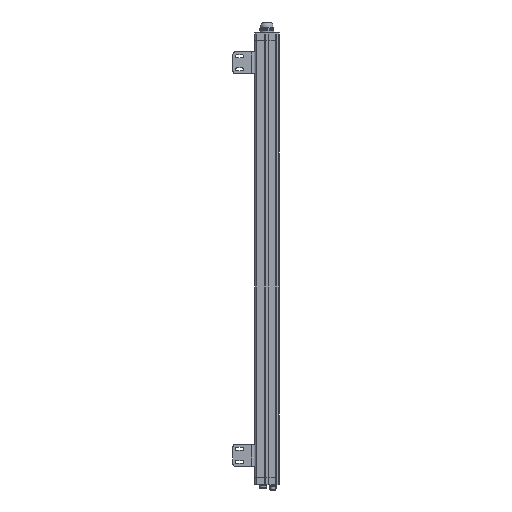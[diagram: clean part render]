
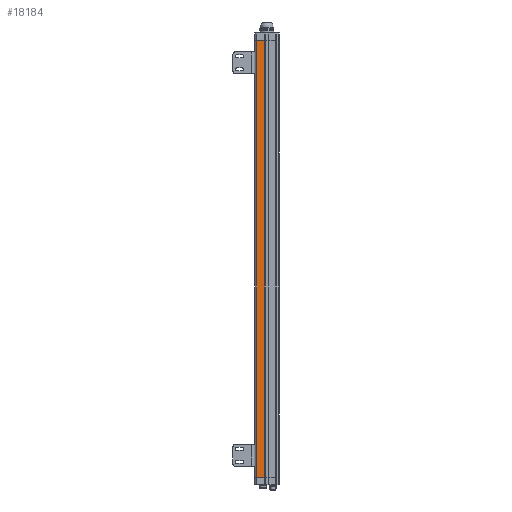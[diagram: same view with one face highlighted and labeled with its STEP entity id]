
A CAD part, front view. The second image highlights one B-rep face of the part: STEP entity #18184.
In plain terms, the highlighted planar face has unit normal (0, -1, 0).
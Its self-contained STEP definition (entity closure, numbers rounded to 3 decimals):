
#567 = CARTESIAN_POINT ( 'NONE',  ( 426.642, 876.944, 29. ) ) ;
#1168 = DIRECTION ( 'NONE',  ( 0., 0., -1. ) ) ;
#1812 = CARTESIAN_POINT ( 'NONE',  ( 426.642, 876.944, 29. ) ) ;
#1849 = CARTESIAN_POINT ( 'NONE',  ( 448.009, 876.944, 1025.5 ) ) ;
#1935 = AXIS2_PLACEMENT_3D ( 'NONE', #2039, #6304, #16460 ) ;
#2039 = CARTESIAN_POINT ( 'NONE',  ( 426.642, 876.944, 29. ) ) ;
#2907 = EDGE_CURVE ( 'NONE', #25460, #3027, #3239, .T. ) ;
#3014 = FACE_OUTER_BOUND ( 'NONE', #26627, .T. ) ;
#3027 = VERTEX_POINT ( 'NONE', #567 ) ;
#3239 = LINE ( 'NONE', #1812, #3644 ) ;
#3436 = PLANE ( 'NONE',  #1935 ) ;
#3644 = VECTOR ( 'NONE', #1168, 1000. ) ;
#5280 = CARTESIAN_POINT ( 'NONE',  ( 445.642, 876.944, 29. ) ) ;
#6304 = DIRECTION ( 'NONE',  ( 0., -1., 0. ) ) ;
#6902 = LINE ( 'NONE', #9085, #15665 ) ;
#7904 = EDGE_CURVE ( 'NONE', #12772, #10720, #15728, .T. ) ;
#9085 = CARTESIAN_POINT ( 'NONE',  ( 448.02, 876.944, 29. ) ) ;
#10228 = DIRECTION ( 'NONE',  ( 1., 0., 0. ) ) ;
#10499 = ORIENTED_EDGE ( 'NONE', *, *, #2907, .T. ) ;
#10720 = VERTEX_POINT ( 'NONE', #23433 ) ;
#12620 = CARTESIAN_POINT ( 'NONE',  ( 426.642, 876.944, 1025.5 ) ) ;
#12772 = VERTEX_POINT ( 'NONE', #16954 ) ;
#13645 = DIRECTION ( 'NONE',  ( 0., 0., 1. ) ) ;
#14552 = VECTOR ( 'NONE', #10228, 1000. ) ;
#15665 = VECTOR ( 'NONE', #26013, 1000. ) ;
#15728 = LINE ( 'NONE', #5280, #20760 ) ;
#15729 = ORIENTED_EDGE ( 'NONE', *, *, #16492, .F. ) ;
#16460 = DIRECTION ( 'NONE',  ( 0., 0., -1. ) ) ;
#16492 = EDGE_CURVE ( 'NONE', #25460, #10720, #19012, .T. ) ;
#16954 = CARTESIAN_POINT ( 'NONE',  ( 445.642, 876.944, 29. ) ) ;
#18184 = ADVANCED_FACE ( 'NONE', ( #3014 ), #3436, .T. ) ;
#19012 = LINE ( 'NONE', #1849, #14552 ) ;
#20063 = ORIENTED_EDGE ( 'NONE', *, *, #7904, .T. ) ;
#20163 = EDGE_CURVE ( 'NONE', #3027, #12772, #6902, .T. ) ;
#20760 = VECTOR ( 'NONE', #13645, 1000. ) ;
#20936 = ORIENTED_EDGE ( 'NONE', *, *, #20163, .T. ) ;
#23433 = CARTESIAN_POINT ( 'NONE',  ( 445.642, 876.944, 1025.5 ) ) ;
#25460 = VERTEX_POINT ( 'NONE', #12620 ) ;
#26013 = DIRECTION ( 'NONE',  ( 1., 0., 0. ) ) ;
#26627 = EDGE_LOOP ( 'NONE', ( #20063, #15729, #10499, #20936 ) ) ;
